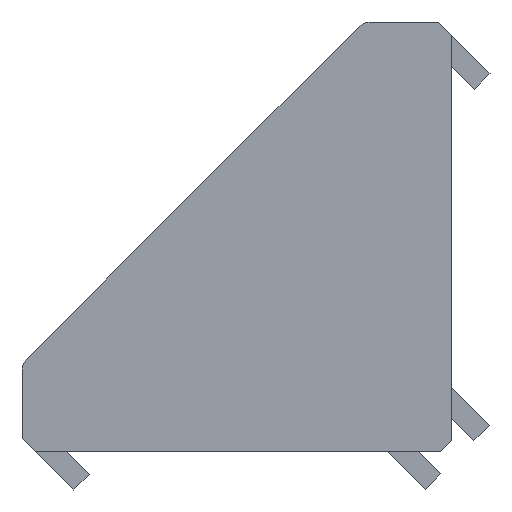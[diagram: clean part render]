
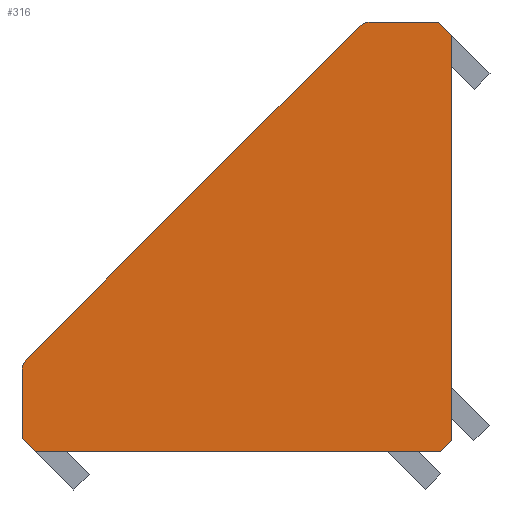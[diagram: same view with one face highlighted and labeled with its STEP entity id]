
A CAD part, left-side view. The second image highlights one B-rep face of the part: STEP entity #316.
In plain terms, the highlighted planar face has unit normal (-1, 0, 0).
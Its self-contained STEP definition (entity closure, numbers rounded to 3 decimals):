
#316 = ADVANCED_FACE( '', ( #632 ), #633, .F. );
#632 = FACE_OUTER_BOUND( '', #940, .T. );
#633 = PLANE( '', #941 );
#940 = EDGE_LOOP( '', ( #1793, #1794, #1795, #1796, #1797, #1798, #1799, #1800, #1801, #1802 ) );
#941 = AXIS2_PLACEMENT_3D( '', #1803, #1804, #1805 );
#1793 = ORIENTED_EDGE( '', *, *, #2202, .F. );
#1794 = ORIENTED_EDGE( '', *, *, #2094, .F. );
#1795 = ORIENTED_EDGE( '', *, *, #2116, .F. );
#1796 = ORIENTED_EDGE( '', *, *, #2158, .F. );
#1797 = ORIENTED_EDGE( '', *, *, #2063, .F. );
#1798 = ORIENTED_EDGE( '', *, *, #2001, .F. );
#1799 = ORIENTED_EDGE( '', *, *, #2148, .F. );
#1800 = ORIENTED_EDGE( '', *, *, #2042, .F. );
#1801 = ORIENTED_EDGE( '', *, *, #1904, .F. );
#1802 = ORIENTED_EDGE( '', *, *, #2213, .F. );
#1803 = CARTESIAN_POINT( '', ( -14., 5.113, 26. ) );
#1804 = DIRECTION( '', ( 1., 0., 0. ) );
#1805 = DIRECTION( '', ( 0., 0., -1. ) );
#1904 = EDGE_CURVE( '', #2289, #2290, #2291, .T. );
#2001 = EDGE_CURVE( '', #2454, #2456, #2457, .T. );
#2042 = EDGE_CURVE( '', #2290, #2525, #2526, .T. );
#2063 = EDGE_CURVE( '', #2456, #2555, #2556, .T. );
#2094 = EDGE_CURVE( '', #2595, #2596, #2597, .T. );
#2116 = EDGE_CURVE( '', #2629, #2595, #2630, .T. );
#2148 = EDGE_CURVE( '', #2525, #2454, #2670, .T. );
#2158 = EDGE_CURVE( '', #2555, #2629, #2682, .T. );
#2202 = EDGE_CURVE( '', #2596, #2728, #2729, .T. );
#2213 = EDGE_CURVE( '', #2728, #2289, #2740, .T. );
#2289 = VERTEX_POINT( '', #2847 );
#2290 = VERTEX_POINT( '', #2848 );
#2291 = LINE( '', #2849, #2850 );
#2454 = VERTEX_POINT( '', #3084 );
#2456 = VERTEX_POINT( '', #3087 );
#2457 = LINE( '', #3088, #3089 );
#2525 = VERTEX_POINT( '', #3190 );
#2526 = LINE( '', #3191, #3192 );
#2555 = VERTEX_POINT( '', #3236 );
#2556 = LINE( '', #3237, #3238 );
#2595 = VERTEX_POINT( '', #3298 );
#2596 = VERTEX_POINT( '', #3299 );
#2597 = LINE( '', #3300, #3301 );
#2629 = VERTEX_POINT( '', #3349 );
#2630 = CIRCLE( '', #3350, 1. );
#2670 = LINE( '', #3410, #3411 );
#2682 = LINE( '', #3427, #3428 );
#2728 = VERTEX_POINT( '', #3493 );
#2729 = CIRCLE( '', #3494, 1. );
#2740 = LINE( '', #3507, #3508 );
#2847 = CARTESIAN_POINT( '', ( -14., 0.837, 27. ) );
#2848 = CARTESIAN_POINT( '', ( -14., 0., 26.163 ) );
#2849 = CARTESIAN_POINT( '', ( -14., 0.837, 27. ) );
#2850 = VECTOR( '', #3549, 1000. );
#3084 = CARTESIAN_POINT( '', ( -14., 0.707, 0. ) );
#3087 = CARTESIAN_POINT( '', ( -14., 26.163, 0. ) );
#3088 = CARTESIAN_POINT( '', ( -14., 0.707, 0. ) );
#3089 = VECTOR( '', #3649, 1000. );
#3190 = CARTESIAN_POINT( '', ( -14., 0., 0.707 ) );
#3191 = CARTESIAN_POINT( '', ( -14., 0., 26.163 ) );
#3192 = VECTOR( '', #3689, 1000. );
#3236 = CARTESIAN_POINT( '', ( -14., 27., 0.837 ) );
#3237 = CARTESIAN_POINT( '', ( -14., 26.163, 0. ) );
#3238 = VECTOR( '', #3705, 1000. );
#3298 = CARTESIAN_POINT( '', ( -14., 26.707, 5.82 ) );
#3299 = CARTESIAN_POINT( '', ( -14., 5.82, 26.707 ) );
#3300 = CARTESIAN_POINT( '', ( -14., 26.707, 5.82 ) );
#3301 = VECTOR( '', #3727, 1000. );
#3349 = CARTESIAN_POINT( '', ( -14., 27., 5.113 ) );
#3350 = AXIS2_PLACEMENT_3D( '', #3750, #3751, #3752 );
#3410 = CARTESIAN_POINT( '', ( -14., 0., 0.707 ) );
#3411 = VECTOR( '', #3773, 1000. );
#3427 = CARTESIAN_POINT( '', ( -14., 27., 0.837 ) );
#3428 = VECTOR( '', #3781, 1000. );
#3493 = CARTESIAN_POINT( '', ( -14., 5.113, 27. ) );
#3494 = AXIS2_PLACEMENT_3D( '', #3807, #3808, #3809 );
#3507 = CARTESIAN_POINT( '', ( -14., 5.113, 27. ) );
#3508 = VECTOR( '', #3812, 1000. );
#3549 = DIRECTION( '', ( 0., -0.707, -0.707 ) );
#3649 = DIRECTION( '', ( 0., 1., 0. ) );
#3689 = DIRECTION( '', ( 0., 0., -1. ) );
#3705 = DIRECTION( '', ( 0., 0.707, 0.707 ) );
#3727 = DIRECTION( '', ( 0., -0.707, 0.707 ) );
#3750 = CARTESIAN_POINT( '', ( -14., 26., 5.113 ) );
#3751 = DIRECTION( '', ( 1., 0., 0. ) );
#3752 = DIRECTION( '', ( 0., 0., -1. ) );
#3773 = DIRECTION( '', ( 0., 0.707, -0.707 ) );
#3781 = DIRECTION( '', ( 0., 0., 1. ) );
#3807 = CARTESIAN_POINT( '', ( -14., 5.113, 26. ) );
#3808 = DIRECTION( '', ( 1., 0., 0. ) );
#3809 = DIRECTION( '', ( 0., 0., -1. ) );
#3812 = DIRECTION( '', ( 0., -1., 0. ) );
